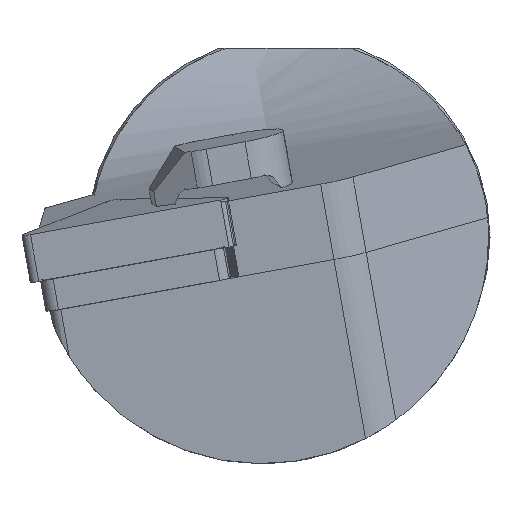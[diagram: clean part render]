
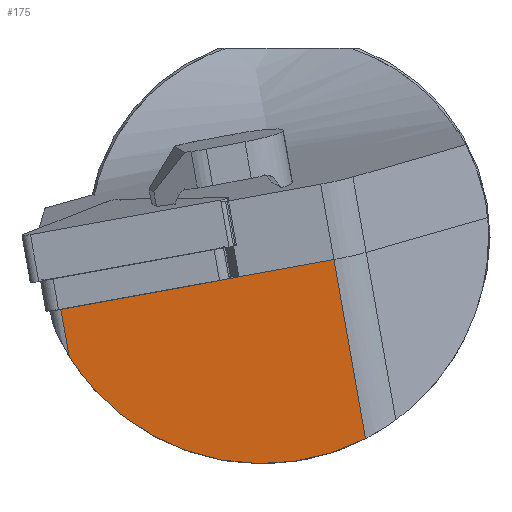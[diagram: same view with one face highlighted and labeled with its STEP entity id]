
A CAD part, left-side view. The second image highlights one B-rep face of the part: STEP entity #175.
In plain terms, the highlighted planar face has unit normal (-0.993, -0.069, -0.094).
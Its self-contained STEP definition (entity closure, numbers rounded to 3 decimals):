
#135=ELLIPSE('',#1166,22.654,22.5);
#175=ADVANCED_FACE('',(#270),#234,.T.);
#234=PLANE('',#1170);
#270=FACE_OUTER_BOUND('',#329,.T.);
#329=EDGE_LOOP('',(#574,#575,#576,#577,#578,#579));
#388=LINE('',#1559,#471);
#394=LINE('',#1612,#477);
#395=LINE('',#1614,#478);
#396=LINE('',#1615,#479);
#397=LINE('',#1617,#480);
#471=VECTOR('',#1266,1.);
#477=VECTOR('',#1294,1.);
#478=VECTOR('',#1295,1.);
#479=VECTOR('',#1296,1.);
#480=VECTOR('',#1297,1.);
#574=ORIENTED_EDGE('',*,*,#985,.T.);
#575=ORIENTED_EDGE('',*,*,#986,.F.);
#576=ORIENTED_EDGE('',*,*,#978,.F.);
#577=ORIENTED_EDGE('',*,*,#987,.T.);
#578=ORIENTED_EDGE('',*,*,#988,.T.);
#579=ORIENTED_EDGE('',*,*,#968,.T.);
#866=VERTEX_POINT('',#1557);
#868=VERTEX_POINT('',#1560);
#876=VERTEX_POINT('',#1585);
#877=VERTEX_POINT('',#1587);
#882=VERTEX_POINT('',#1613);
#883=VERTEX_POINT('',#1616);
#968=EDGE_CURVE('',#868,#866,#388,.T.);
#978=EDGE_CURVE('',#876,#877,#135,.T.);
#985=EDGE_CURVE('',#866,#882,#394,.T.);
#986=EDGE_CURVE('',#877,#882,#395,.T.);
#987=EDGE_CURVE('',#876,#883,#396,.T.);
#988=EDGE_CURVE('',#883,#868,#397,.T.);
#1166=AXIS2_PLACEMENT_3D('',#1586,#1283,#1284);
#1170=AXIS2_PLACEMENT_3D('',#1618,#1298,#1299);
#1266=DIRECTION('',(-0.051,0.983,-0.179));
#1283=DIRECTION('',(0.993,0.069,0.094));
#1284=DIRECTION('',(-0.117,0.589,0.8));
#1294=DIRECTION('',(-0.051,0.983,-0.179));
#1295=DIRECTION('',(-0.105,0.173,0.979));
#1296=DIRECTION('',(-0.105,0.173,0.979));
#1297=DIRECTION('',(-0.051,0.983,-0.179));
#1298=DIRECTION('',(-0.993,-0.069,-0.094));
#1299=DIRECTION('',(-0.094,0.,0.996));
#1557=CARTESIAN_POINT('',(2.495,6.217,-4.176));
#1559=CARTESIAN_POINT('',(3.057,-4.501,-2.226));
#1560=CARTESIAN_POINT('',(2.562,4.94,-3.944));
#1585=CARTESIAN_POINT('',(4.955,-7.637,-20.011));
#1586=CARTESIAN_POINT('',(2.349,2.65,0.));
#1587=CARTESIAN_POINT('',(2.131,21.807,-11.801));
#1612=CARTESIAN_POINT('',(3.057,-4.501,-2.226));
#1613=CARTESIAN_POINT('',(1.635,22.625,-7.161));
#1614=CARTESIAN_POINT('',(-49.07,106.398,467.942));
#1615=CARTESIAN_POINT('',(-47.649,79.273,472.877));
#1616=CARTESIAN_POINT('',(3.057,-4.501,-2.226));
#1617=CARTESIAN_POINT('',(3.057,-4.501,-2.226));
#1618=CARTESIAN_POINT('',(-47.649,79.273,472.877));
